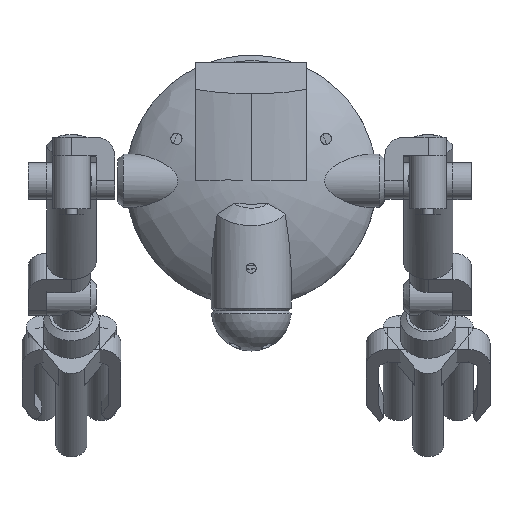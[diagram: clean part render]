
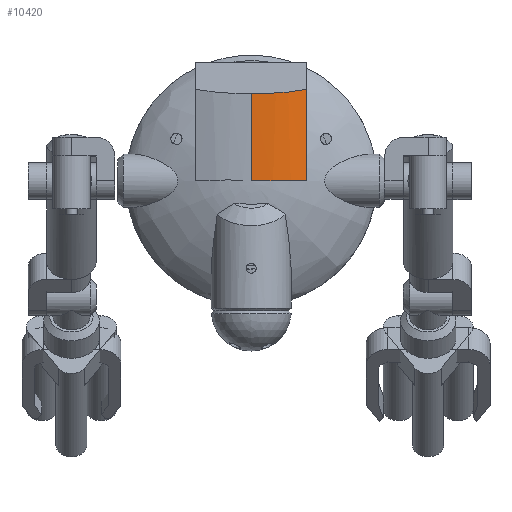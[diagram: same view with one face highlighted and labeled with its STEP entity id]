
A CAD part, top view. The second image highlights one B-rep face of the part: STEP entity #10420.
In plain terms, the highlighted free-form (B-spline) face has degree [5, 1] with [15, 2] control points.
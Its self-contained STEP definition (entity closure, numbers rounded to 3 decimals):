
#208=(
BOUNDED_CURVE()
B_SPLINE_CURVE(5,(#16452,#16453,#16454,#16455,#16456,#16457,#16458,#16459,
#16460),.UNSPECIFIED.,.F.,.F.)
B_SPLINE_CURVE_WITH_KNOTS((6,1,1,1,6),(0.618,0.7,0.8,0.9,1.),
 .UNSPECIFIED.)
CURVE()
GEOMETRIC_REPRESENTATION_ITEM()
RATIONAL_B_SPLINE_CURVE((1.,1.,1.,1.,1.,1.,1.,1.,1.))
REPRESENTATION_ITEM('')
);
#221=(
BOUNDED_SURFACE()
B_SPLINE_SURFACE(5,1,((#16723,#16724),(#16725,#16726),(#16727,#16728),(#16729,
#16730),(#16731,#16732),(#16733,#16734),(#16735,#16736),(#16737,#16738),
(#16739,#16740),(#16741,#16742),(#16743,#16744),(#16745,#16746),(#16747,
#16748),(#16749,#16750),(#16751,#16752)),.UNSPECIFIED.,.F.,.F.,.F.)
B_SPLINE_SURFACE_WITH_KNOTS((6,1,1,1,1,1,1,1,1,1,6),(2,2),(-1.,-0.9,-0.8,
-0.7,-0.6,-0.5,-0.4,-0.3,-0.2,-0.1,-0.062),(0.,3.16),
 .UNSPECIFIED.)
GEOMETRIC_REPRESENTATION_ITEM()
RATIONAL_B_SPLINE_SURFACE(((1.,1.),(1.,1.),(1.,1.),(1.,1.),(1.,1.),(1.,
1.),(1.,1.),(1.,1.),(1.,1.),(1.,1.),(1.,1.),(1.,1.),(1.,1.),(1.,1.),(1.,
1.)))
REPRESENTATION_ITEM('')
SURFACE()
);
#780=B_SPLINE_CURVE_WITH_KNOTS('',3,(#16754,#16755,#16756,#16757,#16758,
#16759),.UNSPECIFIED.,.F.,.F.,(4,2,4),(-4.157,-1.893,
-1.325),.UNSPECIFIED.);
#1147=FACE_OUTER_BOUND('',#1824,.T.);
#1824=EDGE_LOOP('',(#7411,#7412,#7413,#7414));
#2663=LINE('',#16722,#3423);
#2664=LINE('',#16760,#3424);
#3423=VECTOR('',#12548,9.);
#3424=VECTOR('',#12549,9.);
#4780=VERTEX_POINT('',#16432);
#4781=VERTEX_POINT('',#16451);
#4792=VERTEX_POINT('',#16720);
#4793=VERTEX_POINT('',#16753);
#5784=EDGE_CURVE('',#4780,#4781,#208,.T.);
#5810=EDGE_CURVE('',#4780,#4792,#2663,.T.);
#5811=EDGE_CURVE('',#4793,#4792,#780,.T.);
#5812=EDGE_CURVE('',#4781,#4793,#2664,.T.);
#7411=ORIENTED_EDGE('',*,*,#5784,.F.);
#7412=ORIENTED_EDGE('',*,*,#5810,.T.);
#7413=ORIENTED_EDGE('',*,*,#5811,.F.);
#7414=ORIENTED_EDGE('',*,*,#5812,.F.);
#10420=ADVANCED_FACE('',(#1147),#221,.T.);
#12548=DIRECTION('',(0.,1.,0.));
#12549=DIRECTION('',(0.,1.,0.));
#16432=CARTESIAN_POINT('',(9.215,0.018,32.362));
#16451=CARTESIAN_POINT('',(0.215,0.018,33.534));
#16452=CARTESIAN_POINT('Ctrl Pts',(9.215,0.018,
32.362));
#16453=CARTESIAN_POINT('Ctrl Pts',(8.872,0.018,
32.466));
#16454=CARTESIAN_POINT('Ctrl Pts',(8.121,0.018,
32.683));
#16455=CARTESIAN_POINT('Ctrl Pts',(6.979,0.018,
32.972));
#16456=CARTESIAN_POINT('Ctrl Pts',(5.413,0.018,
33.27));
#16457=CARTESIAN_POINT('Ctrl Pts',(3.645,0.018,
33.449));
#16458=CARTESIAN_POINT('Ctrl Pts',(2.03,0.018,
33.519));
#16459=CARTESIAN_POINT('Ctrl Pts',(0.839,0.018,
33.534));
#16460=CARTESIAN_POINT('Ctrl Pts',(0.215,0.018,
33.534));
#16720=CARTESIAN_POINT('',(9.215,14.782,32.362));
#16722=CARTESIAN_POINT('',(9.215,0.018,32.362));
#16723=CARTESIAN_POINT('Ctrl Pts',(0.215,0.018,
33.534));
#16724=CARTESIAN_POINT('Ctrl Pts',(0.215,28.454,33.534));
#16725=CARTESIAN_POINT('Ctrl Pts',(0.839,0.018,
33.534));
#16726=CARTESIAN_POINT('Ctrl Pts',(0.839,28.454,33.534));
#16727=CARTESIAN_POINT('Ctrl Pts',(2.03,0.018,
33.519));
#16728=CARTESIAN_POINT('Ctrl Pts',(2.03,28.454,33.519));
#16729=CARTESIAN_POINT('Ctrl Pts',(3.645,0.018,
33.449));
#16730=CARTESIAN_POINT('Ctrl Pts',(3.645,28.454,33.449));
#16731=CARTESIAN_POINT('Ctrl Pts',(5.496,0.018,
33.262));
#16732=CARTESIAN_POINT('Ctrl Pts',(5.496,28.454,33.262));
#16733=CARTESIAN_POINT('Ctrl Pts',(7.534,0.018,
32.865));
#16734=CARTESIAN_POINT('Ctrl Pts',(7.534,28.454,32.865));
#16735=CARTESIAN_POINT('Ctrl Pts',(9.55,0.018,32.292));
#16736=CARTESIAN_POINT('Ctrl Pts',(9.55,28.454,32.292));
#16737=CARTESIAN_POINT('Ctrl Pts',(11.743,0.018,
31.533));
#16738=CARTESIAN_POINT('Ctrl Pts',(11.743,28.454,31.533));
#16739=CARTESIAN_POINT('Ctrl Pts',(14.179,0.018,
30.578));
#16740=CARTESIAN_POINT('Ctrl Pts',(14.179,28.454,30.578));
#16741=CARTESIAN_POINT('Ctrl Pts',(16.673,0.018,
29.431));
#16742=CARTESIAN_POINT('Ctrl Pts',(16.673,28.454,29.431));
#16743=CARTESIAN_POINT('Ctrl Pts',(18.613,0.018,
28.268));
#16744=CARTESIAN_POINT('Ctrl Pts',(18.613,28.454,28.268));
#16745=CARTESIAN_POINT('Ctrl Pts',(19.734,0.018,
27.273));
#16746=CARTESIAN_POINT('Ctrl Pts',(19.734,28.454,27.273));
#16747=CARTESIAN_POINT('Ctrl Pts',(20.264,0.018,
26.525));
#16748=CARTESIAN_POINT('Ctrl Pts',(20.264,28.454,26.525));
#16749=CARTESIAN_POINT('Ctrl Pts',(20.474,0.018,
26.077));
#16750=CARTESIAN_POINT('Ctrl Pts',(20.474,28.454,26.077));
#16751=CARTESIAN_POINT('Ctrl Pts',(20.525,0.018,
25.953));
#16752=CARTESIAN_POINT('Ctrl Pts',(20.525,28.454,25.953));
#16753=CARTESIAN_POINT('',(0.215,14.106,33.534));
#16754=CARTESIAN_POINT('Ctrl Pts',(0.215,14.106,33.534));
#16755=CARTESIAN_POINT('Ctrl Pts',(2.967,14.106,33.534));
#16756=CARTESIAN_POINT('Ctrl Pts',(4.926,14.208,33.358));
#16757=CARTESIAN_POINT('Ctrl Pts',(7.146,14.464,32.913));
#16758=CARTESIAN_POINT('Ctrl Pts',(7.982,14.567,32.736));
#16759=CARTESIAN_POINT('Ctrl Pts',(9.215,14.782,32.362));
#16760=CARTESIAN_POINT('',(0.215,0.018,33.534));
